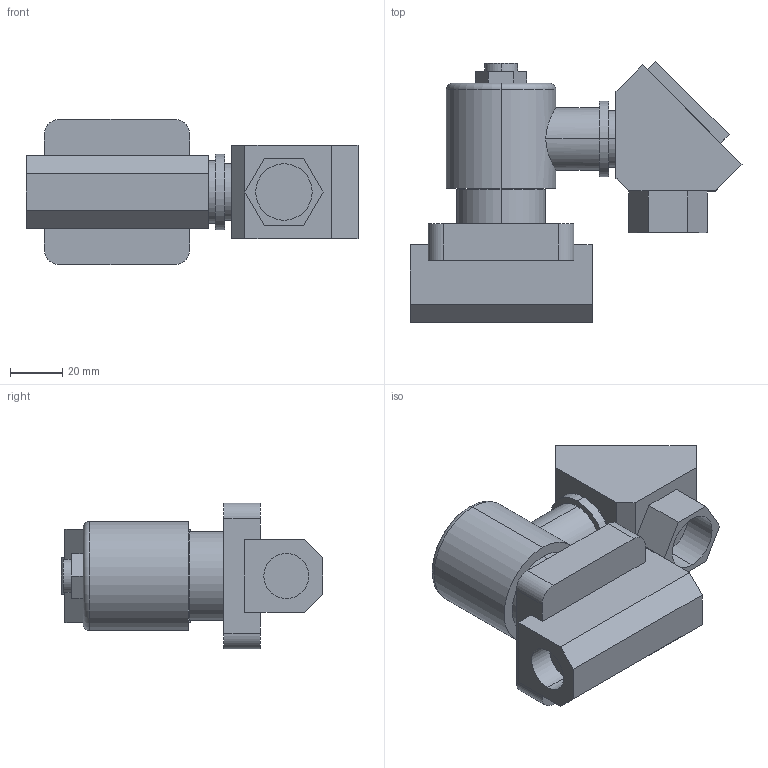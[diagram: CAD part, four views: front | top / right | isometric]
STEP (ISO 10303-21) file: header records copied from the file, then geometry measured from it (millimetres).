
FILE_DESCRIPTION (( 'STEP AP214' ), '1' );
FILE_NAME ('YS211T-C.STEP', '2025-09-10T07:49:08', ( '' ), ( '' ), 'SwSTEP 2.0', 'SolidWorks 2024', '' );
FILE_SCHEMA (( 'AUTOMOTIVE_DESIGN' ));
Length unit declared in the file: millimetre
Products named in the file (4): AS301A; YS211T-C; TBL; ZS211_6C
Assembly tree (3 placements, depth 2):
  YS211T-C
    ZS211_6C
    AS301A
    TBL
Bounding box: 127.66 x 100.53 x 56 mm (x, y, z)
Volume: 226249.8 mm3; surface area: 41721.1 mm2
Topology: 3 solids, 3 shells, 89 faces, 203 edges, 134 vertices
Faces by surface type: plane 57, cylinder 30, torus 2
Entity records: 2724 total; most frequent: CARTESIAN_POINT 532, DIRECTION 453, ORIENTED_EDGE 406, EDGE_CURVE 203, AXIS2_PLACEMENT_3D 157, LINE 139, VECTOR 139, VERTEX_POINT 134
